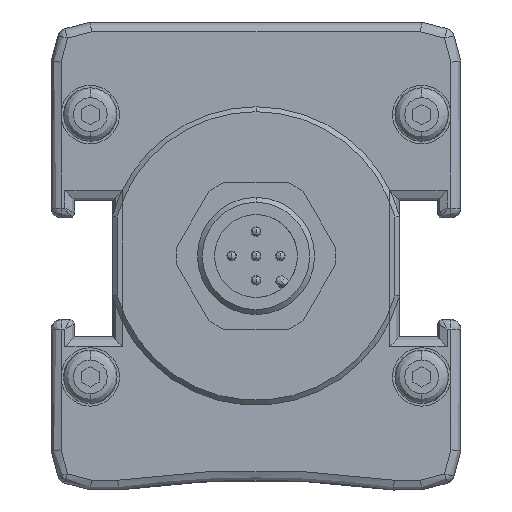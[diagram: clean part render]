
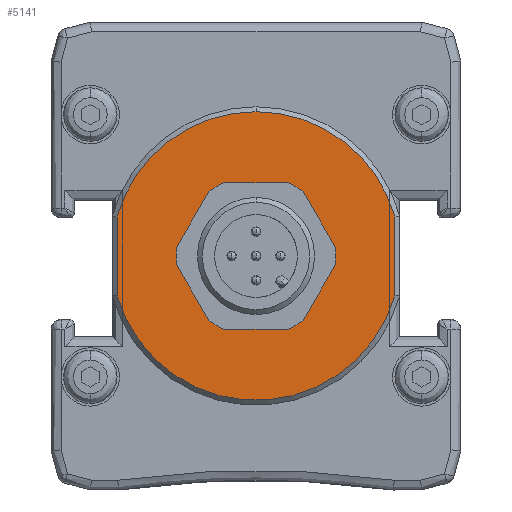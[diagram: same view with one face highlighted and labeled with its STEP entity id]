
A CAD part, front view. The second image highlights one B-rep face of the part: STEP entity #5141.
In plain terms, the highlighted planar face has unit normal (0, -1, 0).
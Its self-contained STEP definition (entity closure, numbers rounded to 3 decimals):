
#20 = CARTESIAN_POINT ( 'NONE',  ( -14.25, -893.5, -3.997 ) ) ;
#299 = EDGE_CURVE ( 'NONE', #3571, #2682, #6646, .T. ) ;
#1033 = ORIENTED_EDGE ( 'NONE', *, *, #2524, .T. ) ;
#1128 = LINE ( 'NONE', #5169, #2547 ) ;
#1897 = VERTEX_POINT ( 'NONE', #9393 ) ;
#2163 = DIRECTION ( 'NONE',  ( 0., -1., 0. ) ) ;
#2524 = EDGE_CURVE ( 'NONE', #11024, #3571, #1128, .T. ) ;
#2547 = VECTOR ( 'NONE', #4150, 1000. ) ;
#2636 = CARTESIAN_POINT ( 'NONE',  ( 0., -893.5, 14.8 ) ) ;
#2672 = CIRCLE ( 'NONE', #3268, 14.8 ) ;
#2682 = VERTEX_POINT ( 'NONE', #2636 ) ;
#2832 = VERTEX_POINT ( 'NONE', #20 ) ;
#3268 = AXIS2_PLACEMENT_3D ( 'NONE', #9796, #3843, #10780 ) ;
#3417 = CIRCLE ( 'NONE', #8696, 14.8 ) ;
#3571 = VERTEX_POINT ( 'NONE', #11700 ) ;
#3611 = EDGE_CURVE ( 'NONE', #2682, #1897, #2672, .T. ) ;
#3843 = DIRECTION ( 'NONE',  ( 0., -1., 0. ) ) ;
#3953 = ORIENTED_EDGE ( 'NONE', *, *, #4608, .T. ) ;
#3974 = CARTESIAN_POINT ( 'NONE',  ( 0., -893.5, 0. ) ) ;
#4150 = DIRECTION ( 'NONE',  ( 0., 0., 1. ) ) ;
#4608 = EDGE_CURVE ( 'NONE', #2832, #11024, #3417, .T. ) ;
#4648 = DIRECTION ( 'NONE',  ( 0., -1., 0. ) ) ;
#4996 = DIRECTION ( 'NONE',  ( 0., 0., -1. ) ) ;
#5141 = ADVANCED_FACE ( 'NONE', ( #7939 ), #7946, .T. ) ;
#5169 = CARTESIAN_POINT ( 'NONE',  ( 14.25, -893.5, 4.065 ) ) ;
#6209 = AXIS2_PLACEMENT_3D ( 'NONE', #3974, #10908, #4996 ) ;
#6646 = CIRCLE ( 'NONE', #7728, 14.8 ) ;
#6695 = EDGE_CURVE ( 'NONE', #1897, #2832, #12513, .T. ) ;
#6827 = CARTESIAN_POINT ( 'NONE',  ( -14.25, -893.5, 0. ) ) ;
#7249 = VECTOR ( 'NONE', #11746, 1000. ) ;
#7566 = ORIENTED_EDGE ( 'NONE', *, *, #299, .T. ) ;
#7728 = AXIS2_PLACEMENT_3D ( 'NONE', #10574, #4648, #11564 ) ;
#7939 = FACE_OUTER_BOUND ( 'NONE', #9361, .T. ) ;
#7946 = PLANE ( 'NONE',  #6209 ) ;
#8132 = CARTESIAN_POINT ( 'NONE',  ( 0., -893.5, 0. ) ) ;
#8696 = AXIS2_PLACEMENT_3D ( 'NONE', #8132, #2163, #9117 ) ;
#8883 = ORIENTED_EDGE ( 'NONE', *, *, #6695, .T. ) ;
#9117 = DIRECTION ( 'NONE',  ( 0., 0., -1. ) ) ;
#9361 = EDGE_LOOP ( 'NONE', ( #8883, #3953, #1033, #7566, #10803 ) ) ;
#9393 = CARTESIAN_POINT ( 'NONE',  ( -14.25, -893.5, 3.997 ) ) ;
#9796 = CARTESIAN_POINT ( 'NONE',  ( 0., -893.5, 0. ) ) ;
#10508 = CARTESIAN_POINT ( 'NONE',  ( 14.25, -893.5, -3.997 ) ) ;
#10574 = CARTESIAN_POINT ( 'NONE',  ( 0., -893.5, 0. ) ) ;
#10780 = DIRECTION ( 'NONE',  ( 0., 0., -1. ) ) ;
#10803 = ORIENTED_EDGE ( 'NONE', *, *, #3611, .T. ) ;
#10908 = DIRECTION ( 'NONE',  ( 0., -1., 0. ) ) ;
#11024 = VERTEX_POINT ( 'NONE', #10508 ) ;
#11564 = DIRECTION ( 'NONE',  ( 0., 0., -1. ) ) ;
#11700 = CARTESIAN_POINT ( 'NONE',  ( 14.25, -893.5, 3.997 ) ) ;
#11746 = DIRECTION ( 'NONE',  ( 0., 0., -1. ) ) ;
#12513 = LINE ( 'NONE', #6827, #7249 ) ;
